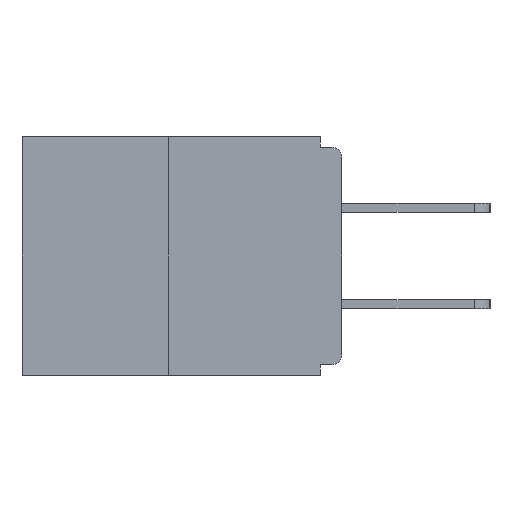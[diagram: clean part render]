
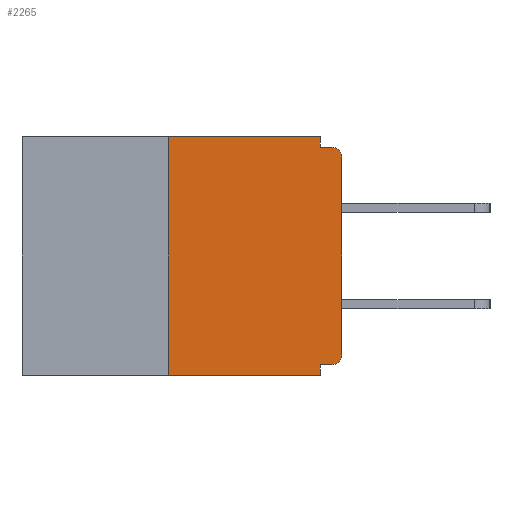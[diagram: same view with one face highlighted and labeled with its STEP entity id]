
A CAD part, left-side view. The second image highlights one B-rep face of the part: STEP entity #2265.
In plain terms, the highlighted planar face has unit normal (-1, 0, 0).
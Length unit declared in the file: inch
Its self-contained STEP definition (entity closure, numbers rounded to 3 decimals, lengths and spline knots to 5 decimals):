
#57 = CARTESIAN_POINT ( 'NONE',  ( 0., 0.015, -0.015 ) ) ;
#163 = CARTESIAN_POINT ( 'NONE',  ( 0., 0.031, -0.328 ) ) ;
#290 = LINE ( 'NONE', #8872, #11762 ) ;
#395 = EDGE_CURVE ( 'NONE', #12315, #903, #4288, .T. ) ;
#447 = EDGE_LOOP ( 'NONE', ( #464, #9529, #8783, #3803, #2947, #11296, #3125, #8077, #10751, #8291 ) ) ;
#448 = CARTESIAN_POINT ( 'NONE',  ( 0., 0.46, 0. ) ) ;
#464 = ORIENTED_EDGE ( 'NONE', *, *, #5463, .F. ) ;
#616 = CARTESIAN_POINT ( 'NONE',  ( 0., 0.031, -0.015 ) ) ;
#704 = VERTEX_POINT ( 'NONE', #10413 ) ;
#740 = DIRECTION ( 'NONE',  ( 0., 0., -1. ) ) ;
#903 = VERTEX_POINT ( 'NONE', #57 ) ;
#935 = VERTEX_POINT ( 'NONE', #4969 ) ;
#1263 = DIRECTION ( 'NONE',  ( 0., -1., 0. ) ) ;
#1267 = LINE ( 'NONE', #2320, #6985 ) ;
#1519 = VECTOR ( 'NONE', #7780, 39.37008 ) ;
#1598 = LINE ( 'NONE', #12748, #1519 ) ;
#1648 = FACE_OUTER_BOUND ( 'NONE', #447, .T. ) ;
#1675 = DIRECTION ( 'NONE',  ( -1., 0., 0. ) ) ;
#2135 = EDGE_CURVE ( 'NONE', #935, #10430, #10148, .T. ) ;
#2265 = ADVANCED_FACE ( 'NONE', ( #1648 ), #5425, .F. ) ;
#2320 = CARTESIAN_POINT ( 'NONE',  ( 0., 0., -0.328 ) ) ;
#2519 = LINE ( 'NONE', #8573, #5389 ) ;
#2814 = CARTESIAN_POINT ( 'NONE',  ( 0., 0.46, -0.343 ) ) ;
#2825 = VERTEX_POINT ( 'NONE', #2885 ) ;
#2885 = CARTESIAN_POINT ( 'NONE',  ( 0., 0.015, -0.328 ) ) ;
#2947 = ORIENTED_EDGE ( 'NONE', *, *, #3521, .F. ) ;
#2987 = CARTESIAN_POINT ( 'NONE',  ( 0., 0.25, 0. ) ) ;
#3125 = ORIENTED_EDGE ( 'NONE', *, *, #4245, .T. ) ;
#3366 = DIRECTION ( 'NONE',  ( 1., 0., 0. ) ) ;
#3521 = EDGE_CURVE ( 'NONE', #2825, #10390, #1267, .T. ) ;
#3590 = DIRECTION ( 'NONE',  ( -1., 0., 0. ) ) ;
#3701 = VERTEX_POINT ( 'NONE', #7779 ) ;
#3803 = ORIENTED_EDGE ( 'NONE', *, *, #9761, .F. ) ;
#3810 = DIRECTION ( 'NONE',  ( 0., -1., 0. ) ) ;
#4028 = VECTOR ( 'NONE', #3810, 39.37008 ) ;
#4245 = EDGE_CURVE ( 'NONE', #3701, #12315, #1598, .T. ) ;
#4288 = CIRCLE ( 'NONE', #9377, 0.015 ) ;
#4331 = CIRCLE ( 'NONE', #7954, 0.015 ) ;
#4442 = VECTOR ( 'NONE', #10379, 39.37008 ) ;
#4565 = DIRECTION ( 'NONE',  ( 0., 0., -1. ) ) ;
#4969 = CARTESIAN_POINT ( 'NONE',  ( 0., 0.031, 0. ) ) ;
#5389 = VECTOR ( 'NONE', #1263, 39.37008 ) ;
#5425 = PLANE ( 'NONE',  #12416 ) ;
#5463 = EDGE_CURVE ( 'NONE', #9102, #935, #8529, .T. ) ;
#5952 = VECTOR ( 'NONE', #12324, 39.37008 ) ;
#6985 = VECTOR ( 'NONE', #9365, 39.37008 ) ;
#7329 = LINE ( 'NONE', #11371, #4442 ) ;
#7779 = CARTESIAN_POINT ( 'NONE',  ( 0., 0., -0.313 ) ) ;
#7780 = DIRECTION ( 'NONE',  ( 0., 0., 1. ) ) ;
#7954 = AXIS2_PLACEMENT_3D ( 'NONE', #12469, #3590, #11344 ) ;
#7963 = VECTOR ( 'NONE', #8460, 39.37008 ) ;
#8077 = ORIENTED_EDGE ( 'NONE', *, *, #395, .T. ) ;
#8291 = ORIENTED_EDGE ( 'NONE', *, *, #2135, .F. ) ;
#8460 = DIRECTION ( 'NONE',  ( 0., -1., 0. ) ) ;
#8529 = LINE ( 'NONE', #12555, #7963 ) ;
#8573 = CARTESIAN_POINT ( 'NONE',  ( 0., 0., -0.015 ) ) ;
#8783 = ORIENTED_EDGE ( 'NONE', *, *, #12968, .T. ) ;
#8785 = CARTESIAN_POINT ( 'NONE',  ( 0., 0.015, -0.03 ) ) ;
#8872 = CARTESIAN_POINT ( 'NONE',  ( 0., 0.031, -0.343 ) ) ;
#8891 = EDGE_CURVE ( 'NONE', #10430, #903, #2519, .T. ) ;
#8924 = EDGE_CURVE ( 'NONE', #2825, #3701, #4331, .T. ) ;
#9102 = VERTEX_POINT ( 'NONE', #2987 ) ;
#9365 = DIRECTION ( 'NONE',  ( 0., 1., 0. ) ) ;
#9377 = AXIS2_PLACEMENT_3D ( 'NONE', #8785, #1675, #740 ) ;
#9529 = ORIENTED_EDGE ( 'NONE', *, *, #12930, .F. ) ;
#9761 = EDGE_CURVE ( 'NONE', #10390, #9860, #290, .T. ) ;
#9791 = DIRECTION ( 'NONE',  ( 0., 0., -1. ) ) ;
#9860 = VERTEX_POINT ( 'NONE', #12776 ) ;
#10148 = LINE ( 'NONE', #12133, #5952 ) ;
#10268 = CARTESIAN_POINT ( 'NONE',  ( 0., 0., -0.03 ) ) ;
#10379 = DIRECTION ( 'NONE',  ( 0., 0., 1. ) ) ;
#10390 = VERTEX_POINT ( 'NONE', #163 ) ;
#10413 = CARTESIAN_POINT ( 'NONE',  ( 0., 0.25, -0.343 ) ) ;
#10430 = VERTEX_POINT ( 'NONE', #616 ) ;
#10751 = ORIENTED_EDGE ( 'NONE', *, *, #8891, .F. ) ;
#11296 = ORIENTED_EDGE ( 'NONE', *, *, #8924, .T. ) ;
#11344 = DIRECTION ( 'NONE',  ( 0., 0., -1. ) ) ;
#11371 = CARTESIAN_POINT ( 'NONE',  ( 0., 0.25, 0. ) ) ;
#11762 = VECTOR ( 'NONE', #9791, 39.37008 ) ;
#12133 = CARTESIAN_POINT ( 'NONE',  ( 0., 0.031, 0. ) ) ;
#12315 = VERTEX_POINT ( 'NONE', #10268 ) ;
#12324 = DIRECTION ( 'NONE',  ( 0., 0., -1. ) ) ;
#12416 = AXIS2_PLACEMENT_3D ( 'NONE', #448, #3366, #4565 ) ;
#12469 = CARTESIAN_POINT ( 'NONE',  ( 0., 0.015, -0.313 ) ) ;
#12555 = CARTESIAN_POINT ( 'NONE',  ( 0., 0.46, 0. ) ) ;
#12748 = CARTESIAN_POINT ( 'NONE',  ( 0., 0., 0. ) ) ;
#12776 = CARTESIAN_POINT ( 'NONE',  ( 0., 0.031, -0.343 ) ) ;
#12834 = LINE ( 'NONE', #2814, #4028 ) ;
#12930 = EDGE_CURVE ( 'NONE', #704, #9102, #7329, .T. ) ;
#12968 = EDGE_CURVE ( 'NONE', #704, #9860, #12834, .T. ) ;
